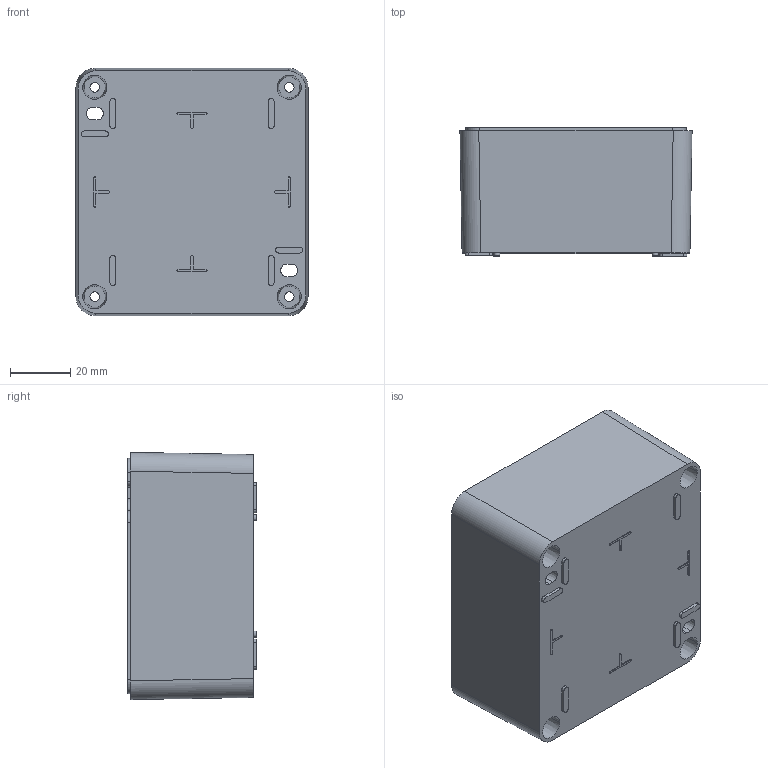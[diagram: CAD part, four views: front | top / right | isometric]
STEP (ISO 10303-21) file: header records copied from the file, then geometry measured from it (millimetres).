
FILE_DESCRIPTION((''),'2;1');
FILE_NAME('080804-28697A1','2009-10-26T',('fxhongdongluo'),(''),'PRO/ENGINEER BY PARAMETRIC TECHNOLOGY CORPORATION, 2007160','PRO/ENGINEER BY PARAMETRIC TECHNOLOGY CORPORATION, 2007160','');
FILE_SCHEMA(('CONFIG_CONTROL_DESIGN'));
Length unit declared in the file: millimetre
Products named in the file (1): 080804-28697A1
Bounding box: 77 x 42.5 x 82 mm (x, y, z)
Volume: 60898.5 mm3; surface area: 43650.3 mm2
Topology: 1 solids, 1 shells, 328 faces, 824 edges, 540 vertices
Faces by surface type: plane 154, cylinder 130, cone 44
Entity records: 10295 total; most frequent: CARTESIAN_POINT 2297, ORIENTED_EDGE 1648, DIRECTION 1634, EDGE_CURVE 824, AXIS2_PLACEMENT_3D 572, VERTEX_POINT 540, VECTOR 490, LINE 490
